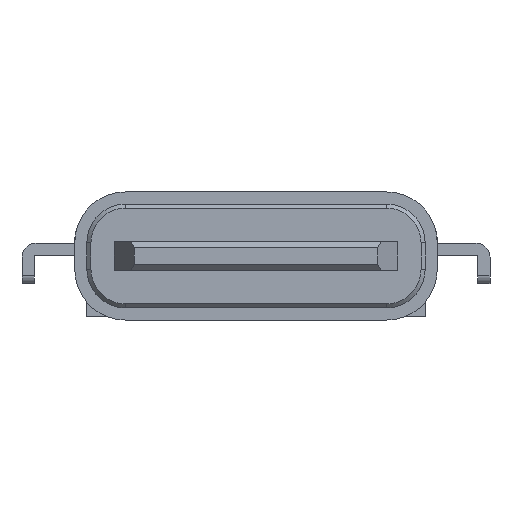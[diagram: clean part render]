
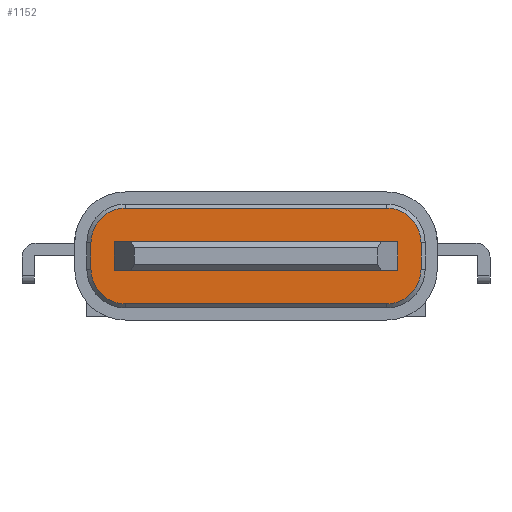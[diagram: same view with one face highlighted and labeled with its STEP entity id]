
A CAD part, front view. The second image highlights one B-rep face of the part: STEP entity #1152.
In plain terms, the highlighted planar face has unit normal (0, -1, 0).
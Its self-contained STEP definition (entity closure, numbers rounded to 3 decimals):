
#258 = AXIS2_PLACEMENT_3D ( 'NONE', #11113, #11056, #10082 ) ;
#293 = EDGE_CURVE ( 'NONE', #1981, #6034, #3928, .T. ) ;
#319 = DIRECTION ( 'NONE',  ( -1., 0., 0. ) ) ;
#470 = CARTESIAN_POINT ( 'NONE',  ( 4.07, 1.05, 0.33 ) ) ;
#514 = ORIENTED_EDGE ( 'NONE', *, *, #11821, .T. ) ;
#675 = VERTEX_POINT ( 'NONE', #470 ) ;
#689 = ORIENTED_EDGE ( 'NONE', *, *, #293, .F. ) ;
#690 = CARTESIAN_POINT ( 'NONE',  ( 3.22, 1.05, 0.33 ) ) ;
#713 = EDGE_CURVE ( 'NONE', #4690, #6217, #5769, .T. ) ;
#791 = CARTESIAN_POINT ( 'NONE',  ( 3.22, 1.05, -1.18 ) ) ;
#1128 = CARTESIAN_POINT ( 'NONE',  ( 3.22, 1.05, 1.18 ) ) ;
#1152 = ADVANCED_FACE ( 'NONE', ( #4643, #1782 ), #2216, .T. ) ;
#1449 = ORIENTED_EDGE ( 'NONE', *, *, #4410, .T. ) ;
#1562 = DIRECTION ( 'NONE',  ( 0., -1., 0. ) ) ;
#1614 = VECTOR ( 'NONE', #8329, 1000. ) ;
#1759 = DIRECTION ( 'NONE',  ( 1., 0., 0. ) ) ;
#1782 = FACE_BOUND ( 'NONE', #9478, .T. ) ;
#1925 = VERTEX_POINT ( 'NONE', #10300 ) ;
#1981 = VERTEX_POINT ( 'NONE', #6145 ) ;
#2171 = DIRECTION ( 'NONE',  ( -1., 0., 0. ) ) ;
#2216 = PLANE ( 'NONE',  #11159 ) ;
#2362 = AXIS2_PLACEMENT_3D ( 'NONE', #690, #8190, #1759 ) ;
#2455 = CARTESIAN_POINT ( 'NONE',  ( -3.22, 1.05, -0.33 ) ) ;
#2634 = EDGE_CURVE ( 'NONE', #6217, #675, #8160, .T. ) ;
#2764 = VERTEX_POINT ( 'NONE', #5498 ) ;
#3382 = CARTESIAN_POINT ( 'NONE',  ( -3.22, 1.05, 1.18 ) ) ;
#3477 = DIRECTION ( 'NONE',  ( 0., 0., -1. ) ) ;
#3507 = DIRECTION ( 'NONE',  ( 1., 0., 0. ) ) ;
#3597 = EDGE_CURVE ( 'NONE', #675, #13164, #7105, .T. ) ;
#3870 = ORIENTED_EDGE ( 'NONE', *, *, #10524, .T. ) ;
#3928 = LINE ( 'NONE', #5956, #9635 ) ;
#3966 = CARTESIAN_POINT ( 'NONE',  ( -3.5, 1.05, -0.35 ) ) ;
#4362 = CARTESIAN_POINT ( 'NONE',  ( 3.22, 1.05, -1.18 ) ) ;
#4391 = VERTEX_POINT ( 'NONE', #9884 ) ;
#4410 = EDGE_CURVE ( 'NONE', #13279, #5634, #7537, .T. ) ;
#4544 = ORIENTED_EDGE ( 'NONE', *, *, #2634, .T. ) ;
#4643 = FACE_OUTER_BOUND ( 'NONE', #12424, .T. ) ;
#4690 = VERTEX_POINT ( 'NONE', #791 ) ;
#4920 = DIRECTION ( 'NONE',  ( 0., 0., -1. ) ) ;
#4972 = EDGE_CURVE ( 'NONE', #1925, #2764, #11432, .T. ) ;
#4982 = VERTEX_POINT ( 'NONE', #3382 ) ;
#5286 = CARTESIAN_POINT ( 'NONE',  ( 4.07, 1.05, -0.33 ) ) ;
#5324 = CARTESIAN_POINT ( 'NONE',  ( -3.22, 1.05, 1.18 ) ) ;
#5498 = CARTESIAN_POINT ( 'NONE',  ( 3.5, 1.05, 0.35 ) ) ;
#5634 = VERTEX_POINT ( 'NONE', #6115 ) ;
#5769 = CIRCLE ( 'NONE', #258, 0.85 ) ;
#5857 = ORIENTED_EDGE ( 'NONE', *, *, #4972, .F. ) ;
#5956 = CARTESIAN_POINT ( 'NONE',  ( -3.5, 1.05, -0.35 ) ) ;
#6034 = VERTEX_POINT ( 'NONE', #3966 ) ;
#6109 = LINE ( 'NONE', #4362, #11808 ) ;
#6115 = CARTESIAN_POINT ( 'NONE',  ( -3.22, 1.05, -1.18 ) ) ;
#6145 = CARTESIAN_POINT ( 'NONE',  ( -3.5, 1.05, 0.35 ) ) ;
#6217 = VERTEX_POINT ( 'NONE', #5286 ) ;
#6939 = AXIS2_PLACEMENT_3D ( 'NONE', #7990, #1562, #9059 ) ;
#6993 = LINE ( 'NONE', #7248, #1614 ) ;
#7105 = CIRCLE ( 'NONE', #2362, 0.85 ) ;
#7248 = CARTESIAN_POINT ( 'NONE',  ( -3.5, 1.05, -0.35 ) ) ;
#7357 = DIRECTION ( 'NONE',  ( 0., 0., 1. ) ) ;
#7537 = CIRCLE ( 'NONE', #12050, 0.85 ) ;
#7551 = CARTESIAN_POINT ( 'NONE',  ( 3.22, 1.05, 0.33 ) ) ;
#7588 = ORIENTED_EDGE ( 'NONE', *, *, #10221, .T. ) ;
#7599 = DIRECTION ( 'NONE',  ( 1., 0., 0. ) ) ;
#7792 = CARTESIAN_POINT ( 'NONE',  ( -3.5, 1.05, 0.35 ) ) ;
#7990 = CARTESIAN_POINT ( 'NONE',  ( -3.22, 1.05, 0.33 ) ) ;
#8160 = LINE ( 'NONE', #8545, #13532 ) ;
#8190 = DIRECTION ( 'NONE',  ( 0., -1., 0. ) ) ;
#8329 = DIRECTION ( 'NONE',  ( 1., 0., 0. ) ) ;
#8497 = DIRECTION ( 'NONE',  ( 0., -1., 0. ) ) ;
#8545 = CARTESIAN_POINT ( 'NONE',  ( 4.07, 1.05, 0.33 ) ) ;
#8576 = VECTOR ( 'NONE', #10935, 1000. ) ;
#9059 = DIRECTION ( 'NONE',  ( 1., 0., 0. ) ) ;
#9105 = EDGE_CURVE ( 'NONE', #2764, #1981, #10205, .T. ) ;
#9113 = ORIENTED_EDGE ( 'NONE', *, *, #12621, .F. ) ;
#9420 = EDGE_CURVE ( 'NONE', #5634, #4690, #6109, .T. ) ;
#9478 = EDGE_LOOP ( 'NONE', ( #5857, #9113, #689, #10511 ) ) ;
#9528 = CIRCLE ( 'NONE', #6939, 0.85 ) ;
#9588 = ORIENTED_EDGE ( 'NONE', *, *, #3597, .T. ) ;
#9635 = VECTOR ( 'NONE', #4920, 1000. ) ;
#9860 = CARTESIAN_POINT ( 'NONE',  ( 3.5, 1.05, -0.35 ) ) ;
#9884 = CARTESIAN_POINT ( 'NONE',  ( -4.07, 1.05, 0.33 ) ) ;
#9985 = DIRECTION ( 'NONE',  ( 0., -1., 0. ) ) ;
#10082 = DIRECTION ( 'NONE',  ( 1., 0., 0. ) ) ;
#10205 = LINE ( 'NONE', #7792, #12665 ) ;
#10221 = EDGE_CURVE ( 'NONE', #4391, #13279, #13498, .T. ) ;
#10300 = CARTESIAN_POINT ( 'NONE',  ( 3.5, 1.05, -0.35 ) ) ;
#10511 = ORIENTED_EDGE ( 'NONE', *, *, #9105, .F. ) ;
#10524 = EDGE_CURVE ( 'NONE', #13164, #4982, #13634, .T. ) ;
#10785 = VECTOR ( 'NONE', #2171, 1000. ) ;
#10935 = DIRECTION ( 'NONE',  ( 0., 0., 1. ) ) ;
#10937 = ORIENTED_EDGE ( 'NONE', *, *, #9420, .T. ) ;
#10986 = VECTOR ( 'NONE', #3477, 1000. ) ;
#11056 = DIRECTION ( 'NONE',  ( 0., -1., 0. ) ) ;
#11113 = CARTESIAN_POINT ( 'NONE',  ( 3.22, 1.05, -0.33 ) ) ;
#11159 = AXIS2_PLACEMENT_3D ( 'NONE', #7551, #8497, #7599 ) ;
#11432 = LINE ( 'NONE', #9860, #8576 ) ;
#11808 = VECTOR ( 'NONE', #11846, 1000. ) ;
#11821 = EDGE_CURVE ( 'NONE', #4982, #4391, #9528, .T. ) ;
#11846 = DIRECTION ( 'NONE',  ( 1., 0., 0. ) ) ;
#12050 = AXIS2_PLACEMENT_3D ( 'NONE', #2455, #9985, #3507 ) ;
#12058 = CARTESIAN_POINT ( 'NONE',  ( -4.07, 1.05, 0.33 ) ) ;
#12424 = EDGE_LOOP ( 'NONE', ( #10937, #13194, #4544, #9588, #3870, #514, #7588, #1449 ) ) ;
#12621 = EDGE_CURVE ( 'NONE', #6034, #1925, #6993, .T. ) ;
#12665 = VECTOR ( 'NONE', #319, 1000. ) ;
#13128 = CARTESIAN_POINT ( 'NONE',  ( -4.07, 1.05, -0.33 ) ) ;
#13164 = VERTEX_POINT ( 'NONE', #1128 ) ;
#13194 = ORIENTED_EDGE ( 'NONE', *, *, #713, .T. ) ;
#13279 = VERTEX_POINT ( 'NONE', #13128 ) ;
#13498 = LINE ( 'NONE', #12058, #10986 ) ;
#13532 = VECTOR ( 'NONE', #7357, 1000. ) ;
#13634 = LINE ( 'NONE', #5324, #10785 ) ;
